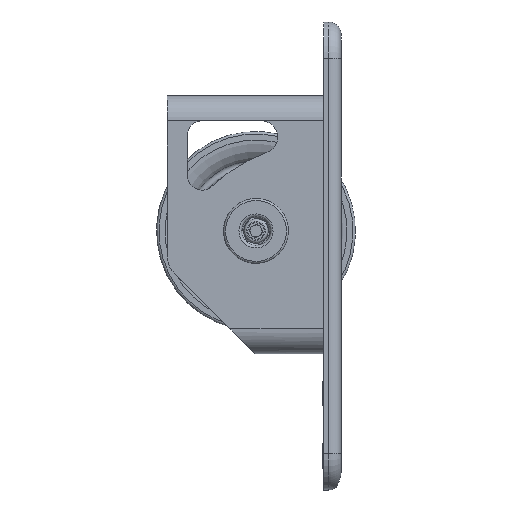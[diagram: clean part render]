
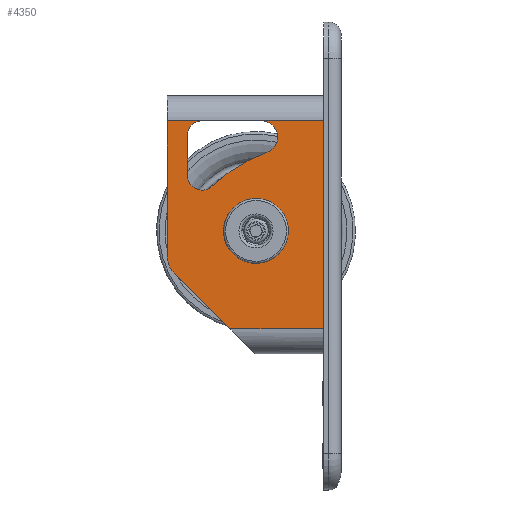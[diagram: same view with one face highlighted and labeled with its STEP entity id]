
A CAD part, front view. The second image highlights one B-rep face of the part: STEP entity #4350.
In plain terms, the highlighted planar face has unit normal (0, -1, 0).
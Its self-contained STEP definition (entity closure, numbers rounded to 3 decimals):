
#112=FACE_BOUND('',#695,.T.);
#186=PLANE('',#4779);
#422=FACE_OUTER_BOUND('',#694,.T.);
#694=EDGE_LOOP('',(#3405,#3406,#3407,#3408,#3409,#3410,#3411,#3412,#3413,
#3414,#3415,#3416));
#695=EDGE_LOOP('',(#3417,#3418,#3419,#3420));
#986=LINE('',#7483,#1245);
#987=LINE('',#7485,#1246);
#988=LINE('',#7487,#1247);
#989=LINE('',#7495,#1248);
#990=LINE('',#7499,#1249);
#991=LINE('',#7501,#1250);
#992=LINE('',#7504,#1251);
#1245=VECTOR('',#5753,10.);
#1246=VECTOR('',#5754,10.);
#1247=VECTOR('',#5755,10.);
#1248=VECTOR('',#5762,10.);
#1249=VECTOR('',#5765,10.);
#1250=VECTOR('',#5766,10.);
#1251=VECTOR('',#5769,10.);
#1539=CIRCLE('',#4776,12.9);
#1541=CIRCLE('',#4780,6.5);
#1542=CIRCLE('',#4781,60.);
#1543=CIRCLE('',#4782,6.);
#1544=CIRCLE('',#4783,6.);
#1545=CIRCLE('',#4784,10.);
#1546=CIRCLE('',#4785,4.1);
#1547=CIRCLE('',#4786,13.);
#1548=CIRCLE('',#4787,4.1);
#1871=VERTEX_POINT('',#7171);
#1873=VERTEX_POINT('',#7177);
#1945=VERTEX_POINT('',#7481);
#1946=VERTEX_POINT('',#7482);
#1947=VERTEX_POINT('',#7484);
#1948=VERTEX_POINT('',#7486);
#1949=VERTEX_POINT('',#7488);
#1950=VERTEX_POINT('',#7490);
#1951=VERTEX_POINT('',#7492);
#1952=VERTEX_POINT('',#7494);
#1953=VERTEX_POINT('',#7496);
#1954=VERTEX_POINT('',#7498);
#1955=VERTEX_POINT('',#7500);
#1956=VERTEX_POINT('',#7502);
#1957=VERTEX_POINT('',#7505);
#1958=VERTEX_POINT('',#7507);
#2470=EDGE_CURVE('',#1873,#1871,#1539,.T.);
#2472=EDGE_CURVE('',#1945,#1946,#986,.T.);
#2473=EDGE_CURVE('',#1947,#1945,#987,.T.);
#2474=EDGE_CURVE('',#1947,#1948,#988,.T.);
#2475=EDGE_CURVE('',#1948,#1949,#1541,.T.);
#2476=EDGE_CURVE('',#1949,#1950,#1542,.T.);
#2477=EDGE_CURVE('',#1950,#1951,#1543,.T.);
#2478=EDGE_CURVE('',#1951,#1952,#989,.T.);
#2479=EDGE_CURVE('',#1952,#1953,#1544,.T.);
#2480=EDGE_CURVE('',#1953,#1954,#990,.T.);
#2481=EDGE_CURVE('',#1955,#1954,#991,.T.);
#2482=EDGE_CURVE('',#1956,#1955,#1545,.T.);
#2483=EDGE_CURVE('',#1946,#1956,#992,.T.);
#2484=EDGE_CURVE('',#1871,#1957,#1546,.T.);
#2485=EDGE_CURVE('',#1957,#1958,#1547,.T.);
#2486=EDGE_CURVE('',#1958,#1873,#1548,.T.);
#3405=ORIENTED_EDGE('',*,*,#2472,.F.);
#3406=ORIENTED_EDGE('',*,*,#2473,.F.);
#3407=ORIENTED_EDGE('',*,*,#2474,.T.);
#3408=ORIENTED_EDGE('',*,*,#2475,.T.);
#3409=ORIENTED_EDGE('',*,*,#2476,.T.);
#3410=ORIENTED_EDGE('',*,*,#2477,.T.);
#3411=ORIENTED_EDGE('',*,*,#2478,.T.);
#3412=ORIENTED_EDGE('',*,*,#2479,.T.);
#3413=ORIENTED_EDGE('',*,*,#2480,.T.);
#3414=ORIENTED_EDGE('',*,*,#2481,.F.);
#3415=ORIENTED_EDGE('',*,*,#2482,.F.);
#3416=ORIENTED_EDGE('',*,*,#2483,.F.);
#3417=ORIENTED_EDGE('',*,*,#2470,.T.);
#3418=ORIENTED_EDGE('',*,*,#2484,.T.);
#3419=ORIENTED_EDGE('',*,*,#2485,.T.);
#3420=ORIENTED_EDGE('',*,*,#2486,.T.);
#4350=ADVANCED_FACE('',(#422,#112),#186,.T.);
#4776=AXIS2_PLACEMENT_3D('',#7477,#5745,#5746);
#4779=AXIS2_PLACEMENT_3D('',#7480,#5751,#5752);
#4780=AXIS2_PLACEMENT_3D('',#7489,#5756,#5757);
#4781=AXIS2_PLACEMENT_3D('',#7491,#5758,#5759);
#4782=AXIS2_PLACEMENT_3D('',#7493,#5760,#5761);
#4783=AXIS2_PLACEMENT_3D('',#7497,#5763,#5764);
#4784=AXIS2_PLACEMENT_3D('',#7503,#5767,#5768);
#4785=AXIS2_PLACEMENT_3D('',#7506,#5770,#5771);
#4786=AXIS2_PLACEMENT_3D('',#7508,#5772,#5773);
#4787=AXIS2_PLACEMENT_3D('',#7509,#5774,#5775);
#5745=DIRECTION('center_axis',(0.,1.,0.));
#5746=DIRECTION('ref_axis',(-0.669,0.,-0.743));
#5751=DIRECTION('center_axis',(0.,-1.,0.));
#5752=DIRECTION('ref_axis',(0.,0.,-1.));
#5753=DIRECTION('',(-1.,0.,0.));
#5754=DIRECTION('',(0.,0.,-1.));
#5755=DIRECTION('',(-1.,0.,0.));
#5756=DIRECTION('center_axis',(0.,1.,0.));
#5757=DIRECTION('ref_axis',(-0.333,0.,0.943));
#5758=DIRECTION('center_axis',(0.,-1.,0.));
#5759=DIRECTION('ref_axis',(-0.333,0.,0.943));
#5760=DIRECTION('center_axis',(0.,1.,0.));
#5761=DIRECTION('ref_axis',(1.,0.,0.));
#5762=DIRECTION('',(0.,0.,1.));
#5763=DIRECTION('center_axis',(0.,1.,0.));
#5764=DIRECTION('ref_axis',(0.,0.,-1.));
#5765=DIRECTION('',(-1.,0.,0.));
#5766=DIRECTION('',(0.,0.,1.));
#5767=DIRECTION('center_axis',(0.,1.,0.));
#5768=DIRECTION('ref_axis',(1.,0.,0.));
#5769=DIRECTION('',(-0.707,0.,0.707));
#5770=DIRECTION('center_axis',(0.,1.,0.));
#5771=DIRECTION('ref_axis',(-0.061,0.,-0.998));
#5772=DIRECTION('center_axis',(0.,1.,0.));
#5773=DIRECTION('ref_axis',(-0.707,0.,0.707));
#5774=DIRECTION('center_axis',(0.,1.,0.));
#5775=DIRECTION('ref_axis',(0.707,0.,-0.707));
#7171=CARTESIAN_POINT('',(-26.699,-13.5,-12.896));
#7177=CARTESIAN_POINT('',(-14.104,-13.5,-0.301));
#7477=CARTESIAN_POINT('Origin',(-27.,-13.5,0.));
#7480=CARTESIAN_POINT('Origin',(0.,-13.5,44.));
#7481=CARTESIAN_POINT('',(0.,-13.5,-39.));
#7482=CARTESIAN_POINT('',(-37.5,-13.5,-39.));
#7483=CARTESIAN_POINT('',(0.,-13.5,-39.));
#7484=CARTESIAN_POINT('',(0.,-13.5,44.));
#7485=CARTESIAN_POINT('',(0.,-13.5,44.));
#7486=CARTESIAN_POINT('',(-24.843,-13.5,44.));
#7487=CARTESIAN_POINT('',(0.,-13.5,44.));
#7488=CARTESIAN_POINT('',(-22.681,-13.5,31.37));
#7489=CARTESIAN_POINT('Origin',(-24.843,-13.5,37.5));
#7490=CARTESIAN_POINT('',(-44.339,-13.5,18.01));
#7491=CARTESIAN_POINT('Origin',(-2.726,-13.5,-25.214));
#7492=CARTESIAN_POINT('',(-54.5,-13.5,22.333));
#7493=CARTESIAN_POINT('Origin',(-48.5,-13.5,22.333));
#7494=CARTESIAN_POINT('',(-54.5,-13.5,38.));
#7495=CARTESIAN_POINT('',(-54.5,-13.5,41.));
#7496=CARTESIAN_POINT('',(-48.5,-13.5,44.));
#7497=CARTESIAN_POINT('Origin',(-48.5,-13.5,38.));
#7498=CARTESIAN_POINT('',(-62.5,-13.5,44.));
#7499=CARTESIAN_POINT('',(0.,-13.5,44.));
#7500=CARTESIAN_POINT('',(-62.5,-13.5,-9.858));
#7501=CARTESIAN_POINT('',(-62.5,-13.5,-9.858));
#7502=CARTESIAN_POINT('',(-59.571,-13.5,-16.929));
#7503=CARTESIAN_POINT('Origin',(-52.5,-13.5,-9.858));
#7504=CARTESIAN_POINT('',(-27.5,-13.5,-49.));
#7505=CARTESIAN_POINT('',(-27.788,-13.5,-12.976));
#7506=CARTESIAN_POINT('Origin',(-27.54,-13.5,-8.884));
#7507=CARTESIAN_POINT('',(-14.024,-13.5,0.788));
#7508=CARTESIAN_POINT('Origin',(-27.,-13.5,0.));
#7509=CARTESIAN_POINT('Origin',(-18.116,-13.5,0.54));
